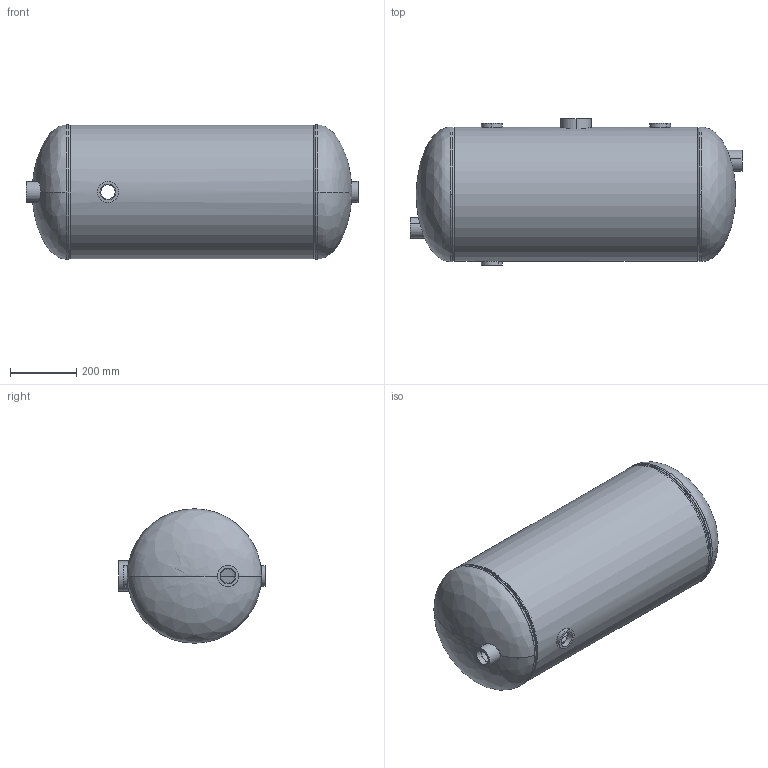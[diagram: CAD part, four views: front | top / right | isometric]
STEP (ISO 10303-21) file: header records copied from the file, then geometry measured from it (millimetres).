
FILE_DESCRIPTION (( 'STEP AP203' ), '1' );
FILE_NAME ('FTA-30.STEP', '2021-03-17T17:27:29', ( '' ), ( '' ), 'SwSTEP 2.0', 'SolidWorks 2021', '' );
FILE_SCHEMA (( 'CONFIG_CONTROL_DESIGN' ));
Length unit declared in the file: inch
Products named in the file (7): 9200080; 99B2565; 9500070; Couplings_9500565; Couplings_9500570; FTA-30
Assembly tree (9 placements, depth 2):
  FTA-30
    99B2565
    9200080
    9200080
    9500070  x3
    Couplings_9500565  x2
    Couplings_9500570
Bounding box: 1003.3 x 442.98 x 406.4 mm (x, y, z)
Volume: 3674265.1 mm3; surface area: 2766585.1 mm2
Topology: 9 solids, 9 shells, 155 faces, 346 edges, 208 vertices
Faces by surface type: cylinder 52, cone 36, plane 27, torus 24, bspline 16
Full cylindrical faces by diameter (mm): 400.05 x1, 404.927 x1
Entity records: 9903 total; most frequent: CARTESIAN_POINT 6431, DIRECTION 588, ORIENTED_EDGE 532, EDGE_CURVE 266, AXIS2_PLACEMENT_3D 259, VERTEX_POINT 160, CIRCLE 144, EDGE_LOOP 138
